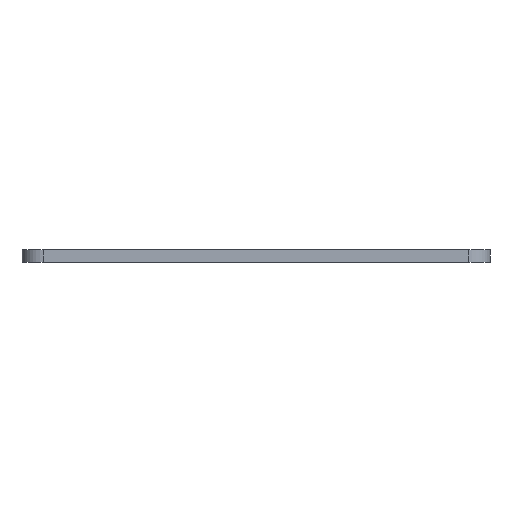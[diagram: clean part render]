
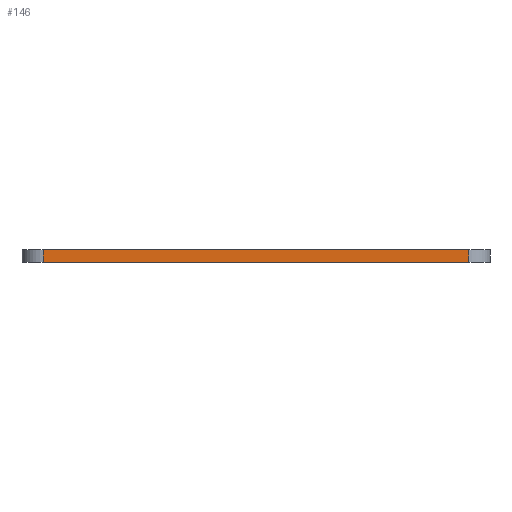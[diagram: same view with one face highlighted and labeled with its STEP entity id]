
A CAD part, left-side view. The second image highlights one B-rep face of the part: STEP entity #146.
In plain terms, the highlighted planar face has unit normal (-1, 0, 0).
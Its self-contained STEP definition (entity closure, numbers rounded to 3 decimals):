
#107=CARTESIAN_POINT('',(24.788,-68.375,2.71));
#108=DIRECTION('',(1.,0.,0.));
#109=DIRECTION('',(0.,0.,-1.));
#110=AXIS2_PLACEMENT_3D('',#107,#108,#109);
#111=PLANE('',#110);
#112=CARTESIAN_POINT('',(24.788,-69.375,1.51));
#113=VERTEX_POINT('',#112);
#114=CARTESIAN_POINT('',(24.788,-109.375,1.51));
#115=VERTEX_POINT('',#114);
#116=CARTESIAN_POINT('',(24.788,-69.375,1.51));
#117=DIRECTION('',(0.,-1.,0.));
#118=VECTOR('',#117,40.);
#119=LINE('',#116,#118);
#120=EDGE_CURVE('',#113,#115,#119,.T.);
#121=ORIENTED_EDGE('',*,*,#120,.T.);
#122=CARTESIAN_POINT('',(24.788,-109.375,2.71));
#123=VERTEX_POINT('',#122);
#124=CARTESIAN_POINT('',(24.788,-109.375,1.51));
#125=DIRECTION('',(-0.,-0.,1.));
#126=VECTOR('',#125,1.2);
#127=LINE('',#124,#126);
#128=EDGE_CURVE('',#115,#123,#127,.T.);
#129=ORIENTED_EDGE('',*,*,#128,.T.);
#130=CARTESIAN_POINT('',(24.788,-69.375,2.71));
#131=VERTEX_POINT('',#130);
#132=CARTESIAN_POINT('',(24.788,-69.375,2.71));
#133=DIRECTION('',(0.,-1.,0.));
#134=VECTOR('',#133,40.);
#135=LINE('',#132,#134);
#136=EDGE_CURVE('',#131,#123,#135,.T.);
#137=ORIENTED_EDGE('',*,*,#136,.F.);
#138=CARTESIAN_POINT('',(24.788,-69.375,2.71));
#139=DIRECTION('',(0.,0.,-1.));
#140=VECTOR('',#139,1.2);
#141=LINE('',#138,#140);
#142=EDGE_CURVE('',#131,#113,#141,.T.);
#143=ORIENTED_EDGE('',*,*,#142,.T.);
#144=EDGE_LOOP('',(#121,#129,#137,#143));
#145=FACE_BOUND('',#144,.T.);
#146=ADVANCED_FACE('',(#145),#111,.F.);
